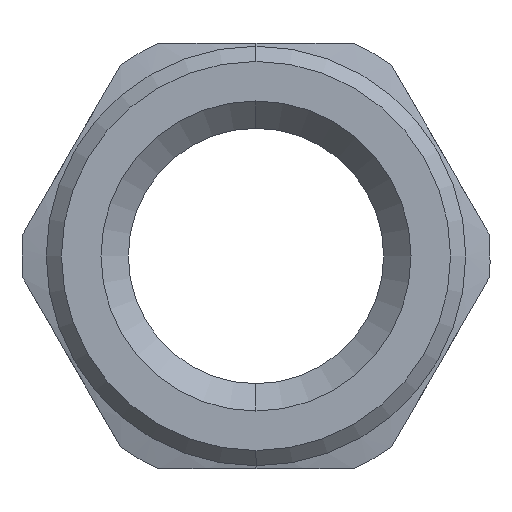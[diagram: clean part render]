
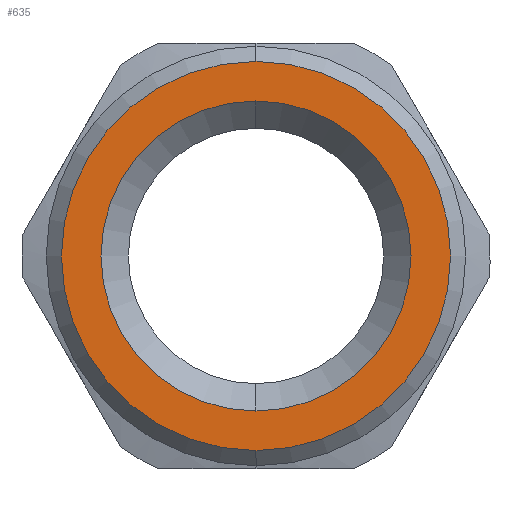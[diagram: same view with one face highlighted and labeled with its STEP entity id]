
A CAD part, left-side view. The second image highlights one B-rep face of the part: STEP entity #635.
In plain terms, the highlighted planar face has unit normal (-1, 0, 0).
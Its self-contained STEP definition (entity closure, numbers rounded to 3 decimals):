
#3 = FACE_BOUND ( 'NONE', #510, .T. ) ;
#12 = PLANE ( 'NONE',  #659 ) ;
#24 = CARTESIAN_POINT ( 'NONE',  ( -12., 0., 0. ) ) ;
#106 = ORIENTED_EDGE ( 'NONE', *, *, #191, .T. ) ;
#112 = EDGE_CURVE ( 'NONE', #226, #482, #212, .T. ) ;
#113 = CARTESIAN_POINT ( 'NONE',  ( -12., 0., 3.2 ) ) ;
#191 = EDGE_CURVE ( 'NONE', #1027, #771, #826, .T. ) ;
#212 = CIRCLE ( 'NONE', #987, 2.55 ) ;
#226 = VERTEX_POINT ( 'NONE', #961 ) ;
#265 = DIRECTION ( 'NONE',  ( 1., 0., 0. ) ) ;
#297 = DIRECTION ( 'NONE',  ( 0., 0., -1. ) ) ;
#313 = CARTESIAN_POINT ( 'NONE',  ( -12., 0., 0. ) ) ;
#326 = ORIENTED_EDGE ( 'NONE', *, *, #460, .T. ) ;
#327 = CARTESIAN_POINT ( 'NONE',  ( -12., 0., -2.55 ) ) ;
#332 = DIRECTION ( 'NONE',  ( 0., 0., -1. ) ) ;
#336 = DIRECTION ( 'NONE',  ( -1., 0., 0. ) ) ;
#339 = CARTESIAN_POINT ( 'NONE',  ( -12., 0., 0. ) ) ;
#363 = CIRCLE ( 'NONE', #878, 3.2 ) ;
#397 = DIRECTION ( 'NONE',  ( 0., 0., -1. ) ) ;
#404 = DIRECTION ( 'NONE',  ( 1., 0., 0. ) ) ;
#405 = CARTESIAN_POINT ( 'NONE',  ( -12., 0., 0. ) ) ;
#442 = EDGE_CURVE ( 'NONE', #482, #226, #559, .T. ) ;
#460 = EDGE_CURVE ( 'NONE', #771, #1027, #363, .T. ) ;
#482 = VERTEX_POINT ( 'NONE', #327 ) ;
#488 = ORIENTED_EDGE ( 'NONE', *, *, #442, .T. ) ;
#510 = EDGE_LOOP ( 'NONE', ( #947, #488 ) ) ;
#559 = CIRCLE ( 'NONE', #671, 2.55 ) ;
#635 = ADVANCED_FACE ( 'NONE', ( #767, #3 ), #12, .F. ) ;
#659 = AXIS2_PLACEMENT_3D ( 'NONE', #24, #833, #764 ) ;
#671 = AXIS2_PLACEMENT_3D ( 'NONE', #405, #404, #397 ) ;
#694 = CARTESIAN_POINT ( 'NONE',  ( -12., 0., -3.2 ) ) ;
#700 = AXIS2_PLACEMENT_3D ( 'NONE', #1038, #1035, #1030 ) ;
#725 = EDGE_LOOP ( 'NONE', ( #106, #326 ) ) ;
#764 = DIRECTION ( 'NONE',  ( 0., 0., 1. ) ) ;
#767 = FACE_OUTER_BOUND ( 'NONE', #725, .T. ) ;
#771 = VERTEX_POINT ( 'NONE', #113 ) ;
#826 = CIRCLE ( 'NONE', #700, 3.2 ) ;
#833 = DIRECTION ( 'NONE',  ( 1., 0., 0. ) ) ;
#878 = AXIS2_PLACEMENT_3D ( 'NONE', #339, #336, #332 ) ;
#947 = ORIENTED_EDGE ( 'NONE', *, *, #112, .T. ) ;
#961 = CARTESIAN_POINT ( 'NONE',  ( -12., 0., 2.55 ) ) ;
#987 = AXIS2_PLACEMENT_3D ( 'NONE', #313, #265, #297 ) ;
#1027 = VERTEX_POINT ( 'NONE', #694 ) ;
#1030 = DIRECTION ( 'NONE',  ( 0., 0., -1. ) ) ;
#1035 = DIRECTION ( 'NONE',  ( -1., 0., 0. ) ) ;
#1038 = CARTESIAN_POINT ( 'NONE',  ( -12., 0., 0. ) ) ;
